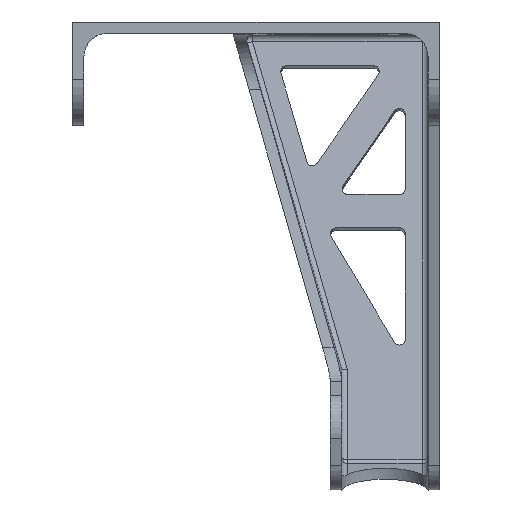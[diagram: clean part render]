
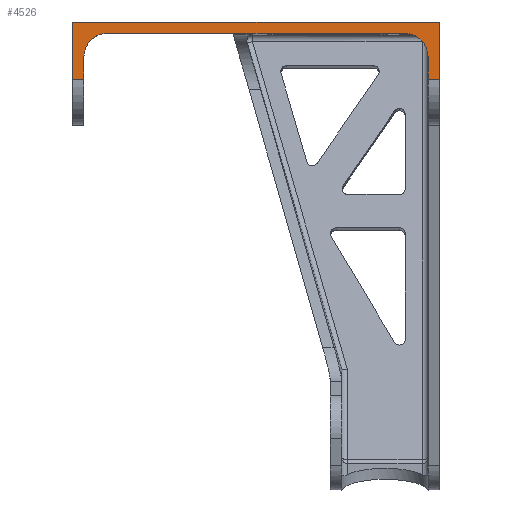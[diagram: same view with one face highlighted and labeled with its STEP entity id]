
A CAD part, top view. The second image highlights one B-rep face of the part: STEP entity #4526.
In plain terms, the highlighted planar face has unit normal (0, 0, 1).
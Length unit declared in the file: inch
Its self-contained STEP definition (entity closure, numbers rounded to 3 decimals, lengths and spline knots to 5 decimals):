
#9 = DIRECTION ( 'NONE',  ( 1., 0., 0. ) ) ;
#30 = DIRECTION ( 'NONE',  ( 0., 1., 0. ) ) ;
#123 = VERTEX_POINT ( 'NONE', #1739 ) ;
#155 = VECTOR ( 'NONE', #4810, 39.37008 ) ;
#274 = LINE ( 'NONE', #1147, #3176 ) ;
#388 = EDGE_CURVE ( 'NONE', #5377, #2356, #4845, .T. ) ;
#416 = DIRECTION ( 'NONE',  ( -1., 0., 0. ) ) ;
#502 = CARTESIAN_POINT ( 'NONE',  ( 7.76, 0.25, 2. ) ) ;
#524 = CARTESIAN_POINT ( 'NONE',  ( -0.25, -1., 2. ) ) ;
#643 = DIRECTION ( 'NONE',  ( -1., 0., 0. ) ) ;
#705 = VECTOR ( 'NONE', #30, 39.37008 ) ;
#762 = EDGE_CURVE ( 'NONE', #123, #3062, #1247, .T. ) ;
#870 = DIRECTION ( 'NONE',  ( 0., 0., 1. ) ) ;
#891 = ORIENTED_EDGE ( 'NONE', *, *, #3579, .F. ) ;
#896 = CARTESIAN_POINT ( 'NONE',  ( 7.01, -0.5, 2. ) ) ;
#897 = VERTEX_POINT ( 'NONE', #5487 ) ;
#1138 = VERTEX_POINT ( 'NONE', #3933 ) ;
#1141 = ORIENTED_EDGE ( 'NONE', *, *, #4358, .F. ) ;
#1147 = CARTESIAN_POINT ( 'NONE',  ( 7.76, 0.25, 2. ) ) ;
#1187 = CIRCLE ( 'NONE', #2872, 0.5 ) ;
#1233 = EDGE_CURVE ( 'NONE', #3625, #5377, #3668, .T. ) ;
#1247 = LINE ( 'NONE', #3028, #155 ) ;
#1266 = PLANE ( 'NONE',  #5326 ) ;
#1282 = VECTOR ( 'NONE', #5289, 39.37008 ) ;
#1347 = CARTESIAN_POINT ( 'NONE',  ( 7.51, -2., 2. ) ) ;
#1364 = CARTESIAN_POINT ( 'NONE',  ( 7.51, -1., 2. ) ) ;
#1388 = VECTOR ( 'NONE', #9, 39.37008 ) ;
#1411 = AXIS2_PLACEMENT_3D ( 'NONE', #896, #2671, #3583 ) ;
#1739 = CARTESIAN_POINT ( 'NONE',  ( 0., -1., 2. ) ) ;
#1855 = LINE ( 'NONE', #4096, #1388 ) ;
#1898 = CARTESIAN_POINT ( 'NONE',  ( 7.76, -1., 2. ) ) ;
#1907 = EDGE_CURVE ( 'NONE', #3691, #1937, #5260, .T. ) ;
#1937 = VERTEX_POINT ( 'NONE', #2723 ) ;
#1977 = EDGE_CURVE ( 'NONE', #897, #5059, #1855, .T. ) ;
#1987 = CARTESIAN_POINT ( 'NONE',  ( 0.5, -0.5, 2. ) ) ;
#1988 = EDGE_CURVE ( 'NONE', #123, #1138, #3188, .T. ) ;
#2108 = ORIENTED_EDGE ( 'NONE', *, *, #1907, .T. ) ;
#2186 = EDGE_CURVE ( 'NONE', #3691, #3062, #1187, .T. ) ;
#2356 = VERTEX_POINT ( 'NONE', #3063 ) ;
#2536 = ORIENTED_EDGE ( 'NONE', *, *, #1233, .F. ) ;
#2671 = DIRECTION ( 'NONE',  ( 0., 0., 1. ) ) ;
#2682 = EDGE_LOOP ( 'NONE', ( #1141, #3568, #4307, #5160, #5356, #5083, #2108, #891, #5251, #2536 ) ) ;
#2723 = CARTESIAN_POINT ( 'NONE',  ( 7.01, 0., 2. ) ) ;
#2872 = AXIS2_PLACEMENT_3D ( 'NONE', #1987, #4643, #643 ) ;
#2959 = DIRECTION ( 'NONE',  ( -1., 0., 0. ) ) ;
#2981 = VECTOR ( 'NONE', #5765, 39.37008 ) ;
#3028 = CARTESIAN_POINT ( 'NONE',  ( 0., -2., 2. ) ) ;
#3062 = VERTEX_POINT ( 'NONE', #3872 ) ;
#3063 = CARTESIAN_POINT ( 'NONE',  ( 7.51, -0.5, 2. ) ) ;
#3176 = VECTOR ( 'NONE', #3838, 39.37008 ) ;
#3188 = LINE ( 'NONE', #524, #4179 ) ;
#3475 = LINE ( 'NONE', #4321, #2981 ) ;
#3568 = ORIENTED_EDGE ( 'NONE', *, *, #1977, .F. ) ;
#3579 = EDGE_CURVE ( 'NONE', #2356, #1937, #4943, .T. ) ;
#3583 = DIRECTION ( 'NONE',  ( -1., 0., 0. ) ) ;
#3625 = VERTEX_POINT ( 'NONE', #1898 ) ;
#3668 = LINE ( 'NONE', #1364, #4730 ) ;
#3691 = VERTEX_POINT ( 'NONE', #5678 ) ;
#3838 = DIRECTION ( 'NONE',  ( 0., -1., 0. ) ) ;
#3856 = CARTESIAN_POINT ( 'NONE',  ( 0., 0., 2. ) ) ;
#3872 = CARTESIAN_POINT ( 'NONE',  ( 0., -0.5, 2. ) ) ;
#3933 = CARTESIAN_POINT ( 'NONE',  ( -0.25, -1., 2. ) ) ;
#4096 = CARTESIAN_POINT ( 'NONE',  ( 0., 0.25, 2. ) ) ;
#4179 = VECTOR ( 'NONE', #416, 39.37008 ) ;
#4307 = ORIENTED_EDGE ( 'NONE', *, *, #5169, .T. ) ;
#4321 = CARTESIAN_POINT ( 'NONE',  ( -0.25, 0.25, 2. ) ) ;
#4358 = EDGE_CURVE ( 'NONE', #5059, #3625, #274, .T. ) ;
#4458 = DIRECTION ( 'NONE',  ( -1., 0., 0. ) ) ;
#4502 = CARTESIAN_POINT ( 'NONE',  ( 7.51, -1., 2. ) ) ;
#4526 = ADVANCED_FACE ( 'NONE', ( #5181 ), #1266, .T. ) ;
#4643 = DIRECTION ( 'NONE',  ( 0., 0., 1. ) ) ;
#4730 = VECTOR ( 'NONE', #4458, 39.37008 ) ;
#4810 = DIRECTION ( 'NONE',  ( 0., 1., 0. ) ) ;
#4845 = LINE ( 'NONE', #1347, #705 ) ;
#4943 = CIRCLE ( 'NONE', #1411, 0.5 ) ;
#5059 = VERTEX_POINT ( 'NONE', #502 ) ;
#5083 = ORIENTED_EDGE ( 'NONE', *, *, #2186, .F. ) ;
#5160 = ORIENTED_EDGE ( 'NONE', *, *, #1988, .F. ) ;
#5169 = EDGE_CURVE ( 'NONE', #897, #1138, #3475, .T. ) ;
#5181 = FACE_OUTER_BOUND ( 'NONE', #2682, .T. ) ;
#5251 = ORIENTED_EDGE ( 'NONE', *, *, #388, .F. ) ;
#5260 = LINE ( 'NONE', #3856, #1282 ) ;
#5289 = DIRECTION ( 'NONE',  ( 1., 0., 0. ) ) ;
#5326 = AXIS2_PLACEMENT_3D ( 'NONE', #5684, #870, #2959 ) ;
#5356 = ORIENTED_EDGE ( 'NONE', *, *, #762, .T. ) ;
#5377 = VERTEX_POINT ( 'NONE', #4502 ) ;
#5487 = CARTESIAN_POINT ( 'NONE',  ( -0.25, 0.25, 2. ) ) ;
#5678 = CARTESIAN_POINT ( 'NONE',  ( 0.5, 0., 2. ) ) ;
#5684 = CARTESIAN_POINT ( 'NONE',  ( 0., 0.25, 2. ) ) ;
#5765 = DIRECTION ( 'NONE',  ( 0., -1., 0. ) ) ;
